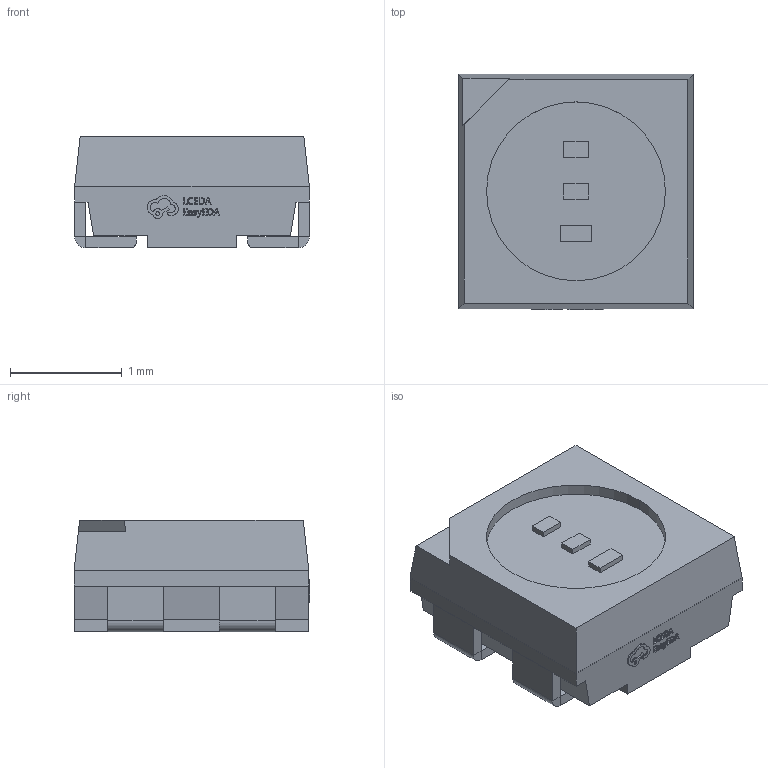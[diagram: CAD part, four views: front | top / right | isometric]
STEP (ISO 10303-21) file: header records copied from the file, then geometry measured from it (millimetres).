
FILE_DESCRIPTION (( 'STEP AP214' ), '1' );
FILE_NAME ('LED-ARRAY-SMD_4P-L2.1-W2.1-TL_NH-B2020RGBA.step', '2022-07-08T11:18:47', ( '' ), ( '' ), 'SwSTEP 2.0', 'SolidWorks 2020', '' );
FILE_SCHEMA (( 'AUTOMOTIVE_DESIGN' ));
Length unit declared in the file: millimetre
Products named in the file (1): LED-ARRAY-SMD_4P-L2.1-W2.1-TL_NH-B2020RGBA
Bounding box: 2.1 x 2.11 x 1 mm (x, y, z)
Volume: 3.8 mm3; surface area: 21.1 mm2
Topology: 5 solids, 5 shells, 374 faces, 966 edges, 632 vertices
Faces by surface type: plane 253, bspline 111, cylinder 10
Entity records: 14920 total; most frequent: CARTESIAN_POINT 3664, ORIENTED_EDGE 1932, DIRECTION 1247, EDGE_CURVE 966, VECTOR 679, LINE 679, VERTEX_POINT 632, EDGE_LOOP 404
